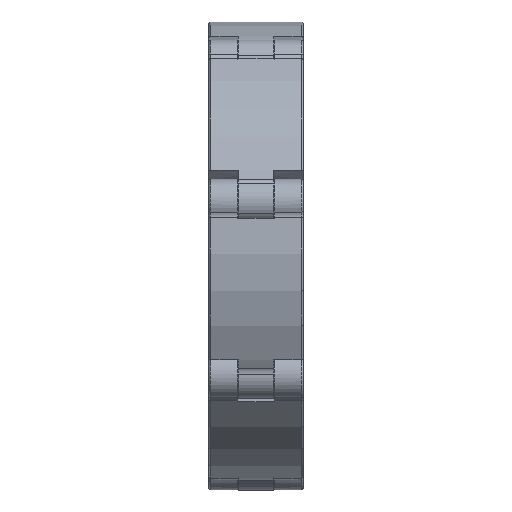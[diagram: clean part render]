
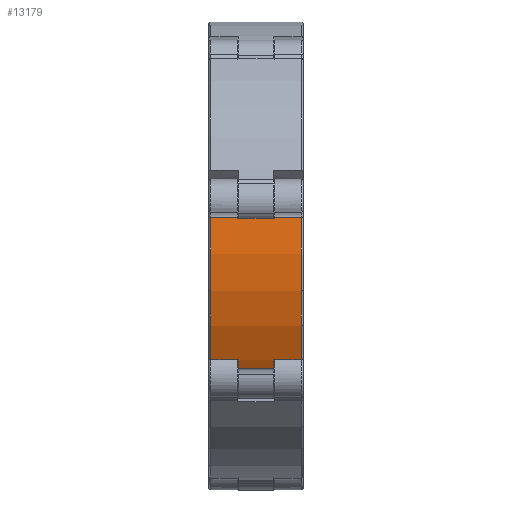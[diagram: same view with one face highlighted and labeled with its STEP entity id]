
A CAD part, front view. The second image highlights one B-rep face of the part: STEP entity #13179.
In plain terms, the highlighted cylindrical face has radius 49.25 mm (diameter 98.5 mm), a partial arc.
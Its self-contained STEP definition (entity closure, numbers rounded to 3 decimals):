
#279 = ORIENTED_EDGE ( 'NONE', *, *, #3222, .F. ) ;
#295 = DIRECTION ( 'NONE',  ( 1., 0., 0. ) ) ;
#304 = VERTEX_POINT ( 'NONE', #1850 ) ;
#508 = DIRECTION ( 'NONE',  ( 1., 0., 0. ) ) ;
#527 = CARTESIAN_POINT ( 'NONE',  ( -9.6, 37.098, 32.393 ) ) ;
#588 = ORIENTED_EDGE ( 'NONE', *, *, #1893, .T. ) ;
#1015 = DIRECTION ( 'NONE',  ( -1., 0., 0. ) ) ;
#1233 = EDGE_CURVE ( 'NONE', #9314, #13151, #7061, .T. ) ;
#1259 = LINE ( 'NONE', #9787, #5979 ) ;
#1274 = CARTESIAN_POINT ( 'NONE',  ( 9.6, 49.073, 4.168 ) ) ;
#1280 = CARTESIAN_POINT ( 'NONE',  ( 9.6, 37.098, 32.393 ) ) ;
#1529 = AXIS2_PLACEMENT_3D ( 'NONE', #9125, #8080, #4685 ) ;
#1638 = DIRECTION ( 'NONE',  ( -1., 0., 0. ) ) ;
#1708 = EDGE_CURVE ( 'NONE', #3894, #13151, #12602, .T. ) ;
#1727 = DIRECTION ( 'NONE',  ( 1., 0., 0. ) ) ;
#1752 = CIRCLE ( 'NONE', #10612, 49.25 ) ;
#1850 = CARTESIAN_POINT ( 'NONE',  ( -3.75, 37.098, 32.393 ) ) ;
#1893 = EDGE_CURVE ( 'NONE', #3084, #9314, #1752, .T. ) ;
#2448 = ORIENTED_EDGE ( 'NONE', *, *, #1708, .F. ) ;
#2607 = DIRECTION ( 'NONE',  ( -1., 0., 0. ) ) ;
#2680 = VECTOR ( 'NONE', #1015, 1000. ) ;
#2860 = EDGE_LOOP ( 'NONE', ( #11435, #7728, #10139, #279, #5180, #9105, #10379, #3910, #11054, #588, #10138, #2448 ) ) ;
#3084 = VERTEX_POINT ( 'NONE', #5304 ) ;
#3222 = EDGE_CURVE ( 'NONE', #12745, #304, #12197, .T. ) ;
#3248 = DIRECTION ( 'NONE',  ( 0., 0., -1. ) ) ;
#3334 = CIRCLE ( 'NONE', #4655, 49.25 ) ;
#3373 = CARTESIAN_POINT ( 'NONE',  ( 3.75, 35.671, 33.958 ) ) ;
#3689 = EDGE_CURVE ( 'NONE', #11754, #12745, #1259, .T. ) ;
#3719 = CARTESIAN_POINT ( 'NONE',  ( -3.85, 49.059, 4.338 ) ) ;
#3735 = CARTESIAN_POINT ( 'NONE',  ( -3.75, 35.671, 33.958 ) ) ;
#3775 = AXIS2_PLACEMENT_3D ( 'NONE', #10856, #2607, #8830 ) ;
#3806 = DIRECTION ( 'NONE',  ( 0., 0., -1. ) ) ;
#3894 = VERTEX_POINT ( 'NONE', #8053 ) ;
#3910 = ORIENTED_EDGE ( 'NONE', *, *, #9408, .T. ) ;
#4169 = VECTOR ( 'NONE', #9139, 1000. ) ;
#4555 = VERTEX_POINT ( 'NONE', #1280 ) ;
#4655 = AXIS2_PLACEMENT_3D ( 'NONE', #9529, #1727, #8490 ) ;
#4676 = CARTESIAN_POINT ( 'NONE',  ( 6.875, 37.098, 32.393 ) ) ;
#4685 = DIRECTION ( 'NONE',  ( 0., 0., -1. ) ) ;
#5070 = LINE ( 'NONE', #11467, #5640 ) ;
#5180 = ORIENTED_EDGE ( 'NONE', *, *, #3689, .F. ) ;
#5254 = CARTESIAN_POINT ( 'NONE',  ( 10., 49.073, 4.168 ) ) ;
#5304 = CARTESIAN_POINT ( 'NONE',  ( 3.85, 49.073, 4.168 ) ) ;
#5640 = VECTOR ( 'NONE', #9431, 1000. ) ;
#5849 = EDGE_CURVE ( 'NONE', #304, #10094, #11582, .T. ) ;
#5956 = EDGE_CURVE ( 'NONE', #3894, #12748, #7220, .T. ) ;
#5979 = VECTOR ( 'NONE', #9852, 1000. ) ;
#6086 = CARTESIAN_POINT ( 'NONE',  ( 0., 49.059, 4.338 ) ) ;
#6239 = DIRECTION ( 'NONE',  ( -1., 0., 0. ) ) ;
#6583 = VERTEX_POINT ( 'NONE', #1274 ) ;
#6655 = VECTOR ( 'NONE', #6239, 1000. ) ;
#6916 = AXIS2_PLACEMENT_3D ( 'NONE', #8648, #7628, #3248 ) ;
#7061 = LINE ( 'NONE', #6086, #4169 ) ;
#7220 = LINE ( 'NONE', #5254, #2680 ) ;
#7445 = AXIS2_PLACEMENT_3D ( 'NONE', #9958, #9065, #3806 ) ;
#7628 = DIRECTION ( 'NONE',  ( -1., 0., 0. ) ) ;
#7728 = ORIENTED_EDGE ( 'NONE', *, *, #12771, .T. ) ;
#7757 = EDGE_CURVE ( 'NONE', #13194, #11754, #3334, .T. ) ;
#7951 = CARTESIAN_POINT ( 'NONE',  ( -9.6, 49.073, 4.168 ) ) ;
#8053 = CARTESIAN_POINT ( 'NONE',  ( -3.85, 49.073, 4.168 ) ) ;
#8080 = DIRECTION ( 'NONE',  ( 1., 0., 0. ) ) ;
#8151 = EDGE_CURVE ( 'NONE', #13194, #4555, #10009, .T. ) ;
#8232 = CIRCLE ( 'NONE', #6916, 49.25 ) ;
#8247 = CARTESIAN_POINT ( 'NONE',  ( -6.875, 37.098, 32.393 ) ) ;
#8490 = DIRECTION ( 'NONE',  ( 0., 0., -1. ) ) ;
#8648 = CARTESIAN_POINT ( 'NONE',  ( 9.6, 0., 0. ) ) ;
#8830 = DIRECTION ( 'NONE',  ( 0., 0., 1. ) ) ;
#9065 = DIRECTION ( 'NONE',  ( 1., 0., 0. ) ) ;
#9105 = ORIENTED_EDGE ( 'NONE', *, *, #7757, .F. ) ;
#9125 = CARTESIAN_POINT ( 'NONE',  ( -3.85, 0., 0. ) ) ;
#9139 = DIRECTION ( 'NONE',  ( -1., 0., 0. ) ) ;
#9314 = VERTEX_POINT ( 'NONE', #13649 ) ;
#9408 = EDGE_CURVE ( 'NONE', #4555, #6583, #8232, .T. ) ;
#9431 = DIRECTION ( 'NONE',  ( -1., 0., 0. ) ) ;
#9529 = CARTESIAN_POINT ( 'NONE',  ( 3.75, 0., 0. ) ) ;
#9787 = CARTESIAN_POINT ( 'NONE',  ( 10., 35.671, 33.958 ) ) ;
#9793 = CARTESIAN_POINT ( 'NONE',  ( 3.85, 0., 0. ) ) ;
#9852 = DIRECTION ( 'NONE',  ( -1., 0., 0. ) ) ;
#9958 = CARTESIAN_POINT ( 'NONE',  ( -9.6, 0., 0. ) ) ;
#10009 = LINE ( 'NONE', #4676, #12421 ) ;
#10019 = FACE_OUTER_BOUND ( 'NONE', #2860, .T. ) ;
#10094 = VERTEX_POINT ( 'NONE', #527 ) ;
#10138 = ORIENTED_EDGE ( 'NONE', *, *, #1233, .T. ) ;
#10139 = ORIENTED_EDGE ( 'NONE', *, *, #5849, .F. ) ;
#10307 = CARTESIAN_POINT ( 'NONE',  ( 3.75, 37.098, 32.393 ) ) ;
#10379 = ORIENTED_EDGE ( 'NONE', *, *, #8151, .T. ) ;
#10612 = AXIS2_PLACEMENT_3D ( 'NONE', #9793, #295, #10648 ) ;
#10648 = DIRECTION ( 'NONE',  ( 0., 0., -1. ) ) ;
#10856 = CARTESIAN_POINT ( 'NONE',  ( -3.75, 0., 0. ) ) ;
#11054 = ORIENTED_EDGE ( 'NONE', *, *, #11393, .T. ) ;
#11393 = EDGE_CURVE ( 'NONE', #6583, #3084, #5070, .T. ) ;
#11435 = ORIENTED_EDGE ( 'NONE', *, *, #5956, .T. ) ;
#11467 = CARTESIAN_POINT ( 'NONE',  ( 10., 49.073, 4.168 ) ) ;
#11582 = LINE ( 'NONE', #8247, #6655 ) ;
#11754 = VERTEX_POINT ( 'NONE', #3373 ) ;
#12035 = AXIS2_PLACEMENT_3D ( 'NONE', #12319, #1638, #12183 ) ;
#12183 = DIRECTION ( 'NONE',  ( 0., 0., 1. ) ) ;
#12197 = CIRCLE ( 'NONE', #3775, 49.25 ) ;
#12319 = CARTESIAN_POINT ( 'NONE',  ( 10., 0., 0. ) ) ;
#12421 = VECTOR ( 'NONE', #508, 1000. ) ;
#12602 = CIRCLE ( 'NONE', #1529, 49.25 ) ;
#12745 = VERTEX_POINT ( 'NONE', #3735 ) ;
#12748 = VERTEX_POINT ( 'NONE', #7951 ) ;
#12771 = EDGE_CURVE ( 'NONE', #12748, #10094, #13207, .T. ) ;
#13151 = VERTEX_POINT ( 'NONE', #3719 ) ;
#13179 = ADVANCED_FACE ( 'NONE', ( #10019 ), #13367, .T. ) ;
#13194 = VERTEX_POINT ( 'NONE', #10307 ) ;
#13207 = CIRCLE ( 'NONE', #7445, 49.25 ) ;
#13367 = CYLINDRICAL_SURFACE ( 'NONE', #12035, 49.25 ) ;
#13649 = CARTESIAN_POINT ( 'NONE',  ( 3.85, 49.059, 4.338 ) ) ;
